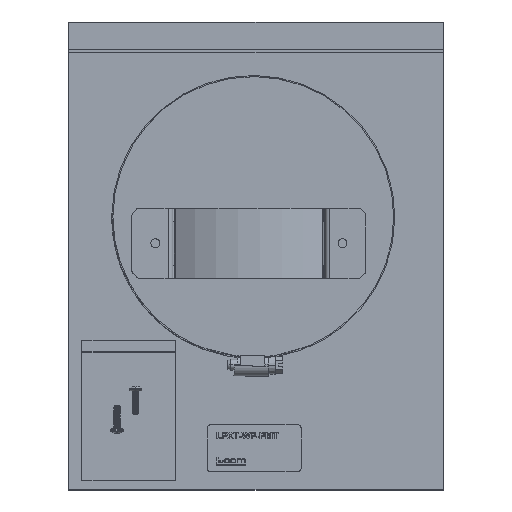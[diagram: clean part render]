
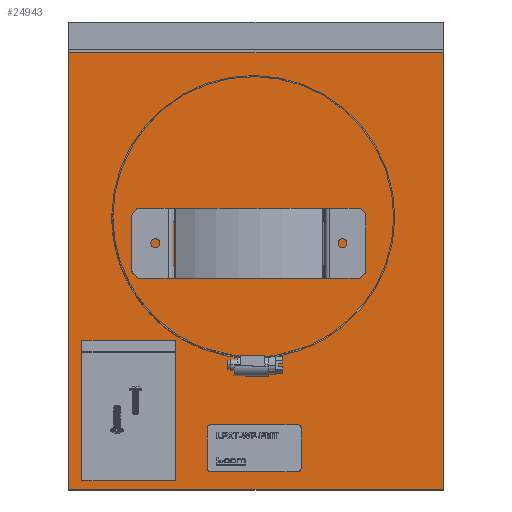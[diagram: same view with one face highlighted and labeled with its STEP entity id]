
A CAD part, top view. The second image highlights one B-rep face of the part: STEP entity #24943.
In plain terms, the highlighted planar face has unit normal (0, 0, 1).
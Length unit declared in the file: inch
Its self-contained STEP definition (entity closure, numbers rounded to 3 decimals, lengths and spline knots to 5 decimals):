
#120 = CARTESIAN_POINT ( 'NONE',  ( -4., -5., 0.004 ) ) ;
#288 = CARTESIAN_POINT ( 'NONE',  ( 4., 4.33933, 0.004 ) ) ;
#524 = ORIENTED_EDGE ( 'NONE', *, *, #5222, .T. ) ;
#825 = EDGE_LOOP ( 'NONE', ( #23326, #8235, #524, #21496 ) ) ;
#937 = DIRECTION ( 'NONE',  ( -1., 0., 0. ) ) ;
#1356 = CARTESIAN_POINT ( 'NONE',  ( -4., -5., 0.004 ) ) ;
#1542 = VECTOR ( 'NONE', #1569, 39.37008 ) ;
#1569 = DIRECTION ( 'NONE',  ( 1., 0., 0. ) ) ;
#1589 = DIRECTION ( 'NONE',  ( 1., 0., 0. ) ) ;
#2029 = EDGE_CURVE ( 'NONE', #9176, #21155, #25651, .T. ) ;
#2228 = CARTESIAN_POINT ( 'NONE',  ( 4., -5., 0.004 ) ) ;
#3154 = LINE ( 'NONE', #5766, #1542 ) ;
#5057 = DIRECTION ( 'NONE',  ( 0., 0., -1. ) ) ;
#5222 = EDGE_CURVE ( 'NONE', #8775, #12379, #21362, .T. ) ;
#5766 = CARTESIAN_POINT ( 'NONE',  ( -4., -5., 0.004 ) ) ;
#6145 = DIRECTION ( 'NONE',  ( 0., 1., 0. ) ) ;
#8235 = ORIENTED_EDGE ( 'NONE', *, *, #25646, .F. ) ;
#8775 = VERTEX_POINT ( 'NONE', #19984 ) ;
#9176 = VERTEX_POINT ( 'NONE', #21793 ) ;
#9358 = VECTOR ( 'NONE', #1589, 39.37008 ) ;
#12379 = VERTEX_POINT ( 'NONE', #1356 ) ;
#13026 = PLANE ( 'NONE',  #17968 ) ;
#14225 = DIRECTION ( 'NONE',  ( 0., -1., 0. ) ) ;
#15402 = LINE ( 'NONE', #21977, #9358 ) ;
#15921 = VECTOR ( 'NONE', #14225, 39.37008 ) ;
#17322 = CARTESIAN_POINT ( 'NONE',  ( 0., 0., 0.004 ) ) ;
#17799 = EDGE_CURVE ( 'NONE', #12379, #9176, #3154, .T. ) ;
#17968 = AXIS2_PLACEMENT_3D ( 'NONE', #17322, #5057, #937 ) ;
#19984 = CARTESIAN_POINT ( 'NONE',  ( -4., 4.33933, 0.004 ) ) ;
#20256 = VECTOR ( 'NONE', #6145, 39.37008 ) ;
#21155 = VERTEX_POINT ( 'NONE', #288 ) ;
#21362 = LINE ( 'NONE', #120, #15921 ) ;
#21496 = ORIENTED_EDGE ( 'NONE', *, *, #17799, .T. ) ;
#21793 = CARTESIAN_POINT ( 'NONE',  ( 4., -5., 0.004 ) ) ;
#21977 = CARTESIAN_POINT ( 'NONE',  ( -4., 4.33933, 0.004 ) ) ;
#23326 = ORIENTED_EDGE ( 'NONE', *, *, #2029, .T. ) ;
#24943 = ADVANCED_FACE ( 'NONE', ( #25274 ), #13026, .F. ) ;
#25274 = FACE_OUTER_BOUND ( 'NONE', #825, .T. ) ;
#25646 = EDGE_CURVE ( 'NONE', #8775, #21155, #15402, .T. ) ;
#25651 = LINE ( 'NONE', #2228, #20256 ) ;
